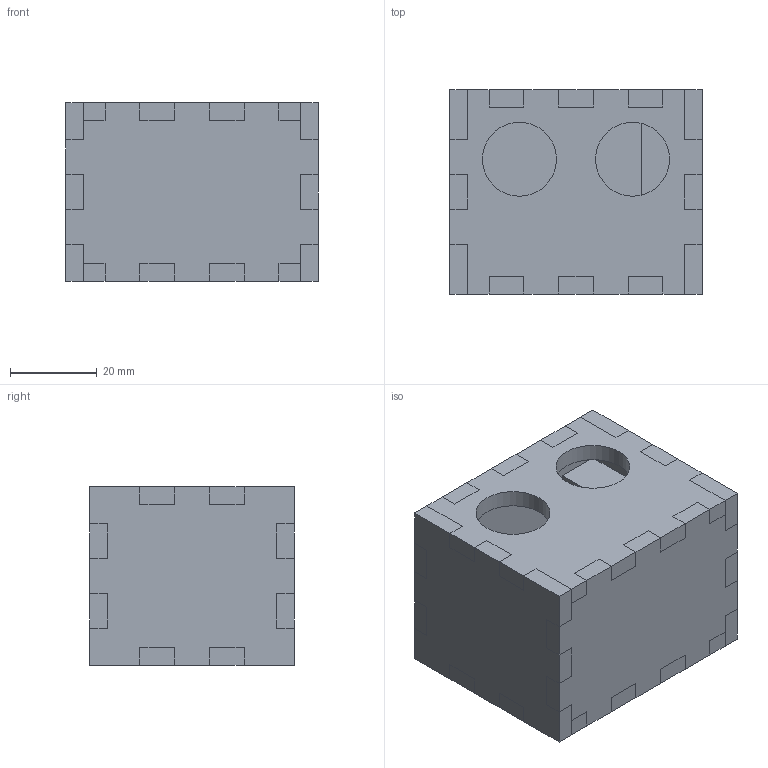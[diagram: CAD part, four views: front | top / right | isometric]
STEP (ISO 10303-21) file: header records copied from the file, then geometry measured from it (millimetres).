
FILE_DESCRIPTION(/* description */ (''),/* implementation_level */ '2;1');
FILE_NAME(/* name */ 'box3.stp',/* time_stamp */ '2018-06-11T09:12:02-04:00',/* author */ ('stra92745'),/* organization */ (''),/* preprocessor_version */ 'ST-DEVELOPER v17',/* originating_system */ 'Autodesk Inventor 2019',/* authorisation */ '');
FILE_SCHEMA (('AUTOMOTIVE_DESIGN { 1 0 10303 214 3 1 1 }'));
Length unit declared in the file: millimetre
Products named in the file (7): box3; front; bottom; front_1; right; right_1; top
Assembly tree (6 placements, depth 2):
  box3
    front
    bottom
    front_1
    right
    right_1
    top
Bounding box: 58 x 47 x 41 mm (x, y, z)
Volume: 50831.7 mm3; surface area: 34118.3 mm2
Topology: 6 solids, 6 shells, 283 faces, 810 edges, 540 vertices
Faces by surface type: plane 281, cylinder 2
Full cylindrical faces by diameter (mm): 17 x2
Entity records: 9319 total; most frequent: CARTESIAN_POINT 1646, ORIENTED_EDGE 1620, DIRECTION 1406, EDGE_CURVE 810, LINE 806, VECTOR 806, VERTEX_POINT 540, AXIS2_PLACEMENT_3D 300
